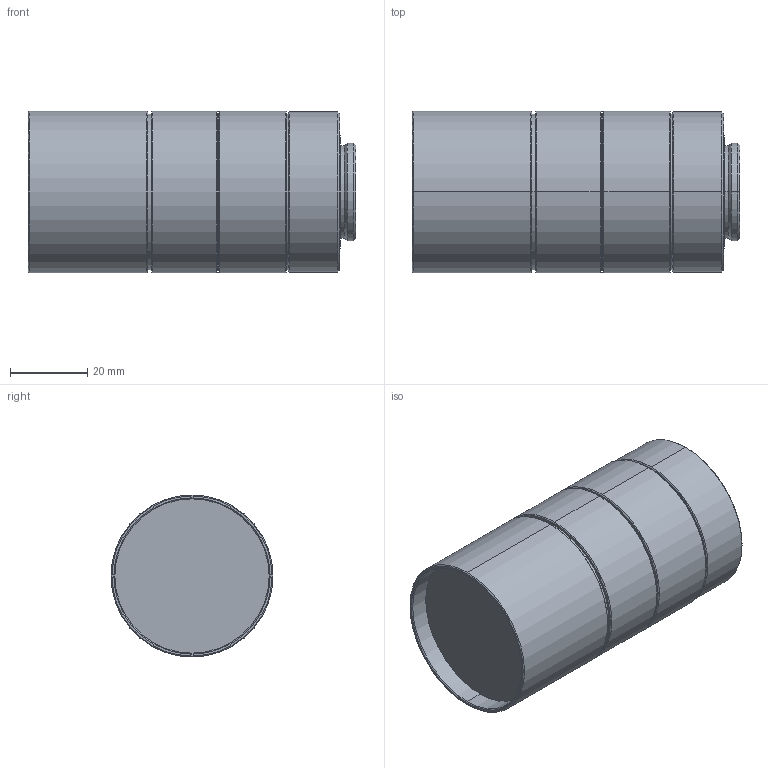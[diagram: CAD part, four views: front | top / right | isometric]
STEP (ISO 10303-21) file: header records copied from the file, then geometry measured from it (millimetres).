
FILE_DESCRIPTION(/* description */ ('AP214 STEP file'),/* implementation_level */ '2;1');
FILE_NAME(/* name */ 'FL-BC7528-9M_out',/* time_stamp */ '2015-09-03T09:12:31+02:00',/* author */ (''),/* organization */ (''),/* preprocessor_version */ '',/* originating_system */ 'UNIGRAPHICS',/* authorisation */ '');
FILE_SCHEMA (('AUTOMOTIVE_DESIGN'));
Length unit declared in the file: millimetre
Products named in the file (1): FL-BC7528-9M
Bounding box: 85 x 42 x 42 mm (x, y, z)
Volume: 106989.8 mm3; surface area: 14808.8 mm2
Topology: 1 solids, 1 shells, 55 faces, 108 edges, 64 vertices
Faces by surface type: cone 24, cylinder 20, plane 11
Entity records: 1300 total; most frequent: ORIENTED_EDGE 216, CARTESIAN_POINT 196, AXIS2_PLACEMENT_3D 120, STYLED_ITEM 110, EDGE_CURVE 108, CIRCLE 64, VERTEX_POINT 64, EDGE_LOOP 64
